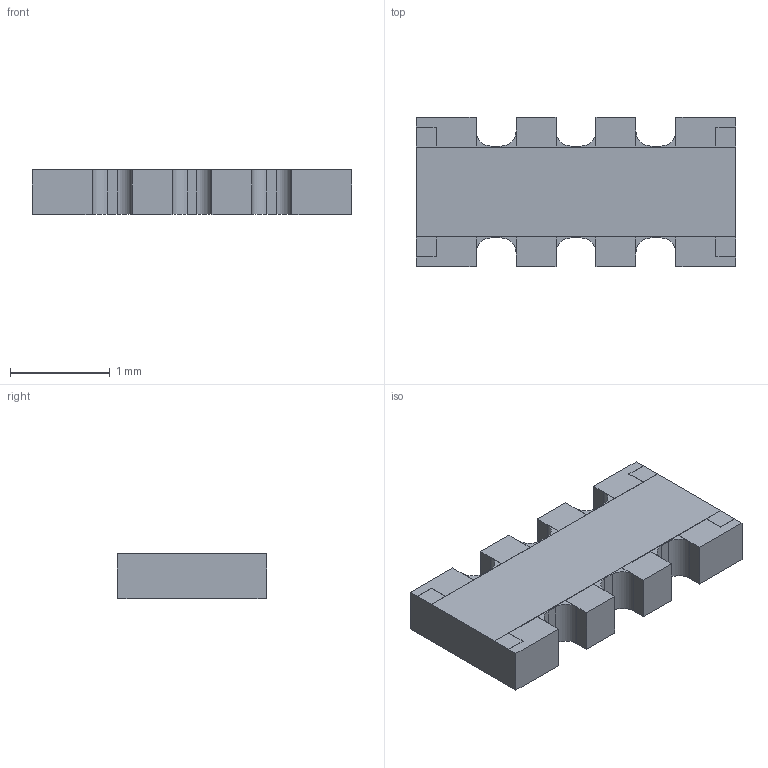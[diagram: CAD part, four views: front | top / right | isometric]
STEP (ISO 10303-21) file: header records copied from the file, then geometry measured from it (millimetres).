
FILE_DESCRIPTION((''),'2;1');
FILE_NAME('4137.stp','2014-09-10T10:35:48',('tmichling'),(''),'Autodesk Inventor 2011','Autodesk Inventor 2011','');
FILE_SCHEMA(('AUTOMOTIVE_DESIGN { 1 0 10303 214 1 1 1 1 }'));
Length unit declared in the file: millimetre
Products named in the file (1): ENG-1650041
Bounding box: 3.2 x 1.5 x 0.45 mm (x, y, z)
Volume: 1.9 mm3; surface area: 13.8 mm2
Topology: 1 solids, 1 shells, 106 faces, 300 edges, 196 vertices
Faces by surface type: plane 94, cylinder 12
Entity records: 3437 total; most frequent: CARTESIAN_POINT 603, ORIENTED_EDGE 600, DIRECTION 538, EDGE_CURVE 300, VECTOR 276, LINE 276, VERTEX_POINT 196, AXIS2_PLACEMENT_3D 131
